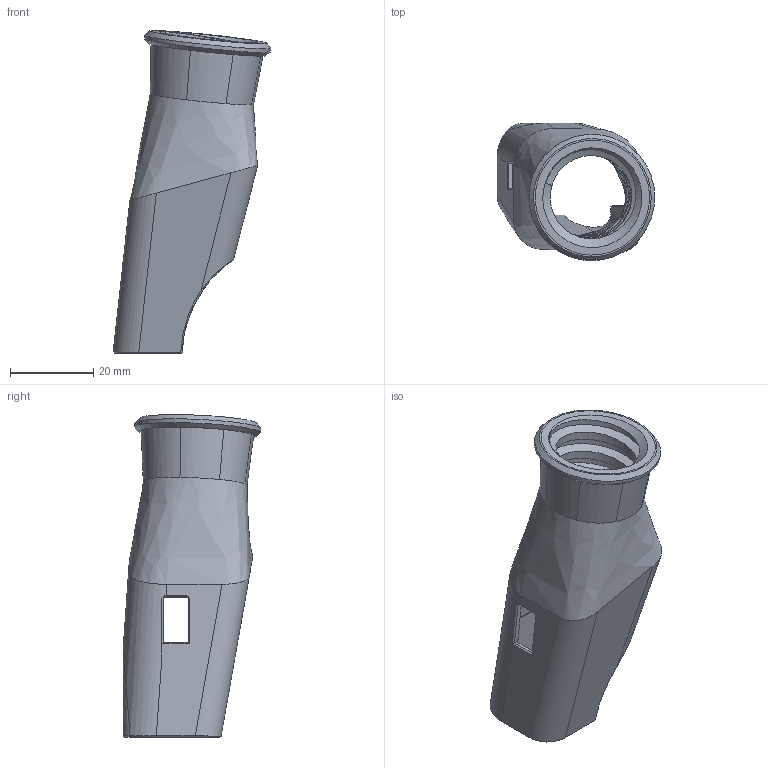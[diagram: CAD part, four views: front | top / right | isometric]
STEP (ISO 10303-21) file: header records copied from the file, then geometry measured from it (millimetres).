
FILE_DESCRIPTION(/* description */ ('STEP AP242','CAx-IF Rec.Pracs.---Representation and Presentation of Product Manufacturing Information (PMI)---4.0---2014-10-13','CAx-IF Rec.Pracs.---3D Tessellated Geometry---0.4---2014-09-14','2;1'),/* implementation_level */ '2;1');
FILE_NAME(/* name */ '63dbc44eae61da75be66cb3f',/* time_stamp */ '2023-02-02T14:10:23+00:00',/* author */ (''),/* organization */ (''),/* preprocessor_version */ 'ST-DEVELOPER v18.102',/* originating_system */ ' ',/* authorisation */ ' ');
FILE_SCHEMA (('AP242_MANAGED_MODEL_BASED_3D_ENGINEERING_MIM_LF { 1 0 10303 442 1 1 4 }'));
Length unit declared in the file: metre
Products named in the file (1): fan_to_hose_adapter
Bounding box: 37.91 x 33.14 x 77.6 mm (x, y, z)
Volume: 11449.8 mm3; surface area: 12079.2 mm2
Topology: 1 solids, 1 shells, 97 faces, 270 edges, 172 vertices
Faces by surface type: bspline 37, plane 35, cylinder 15, cone 8, torus 2
Entity records: 5100 total; most frequent: CARTESIAN_POINT 3054, ORIENTED_EDGE 512, DIRECTION 267, EDGE_CURVE 256, VERTEX_POINT 166, B_SPLINE_CURVE_WITH_KNOTS 138, EDGE_LOOP 106, FACE_BOUND 106
